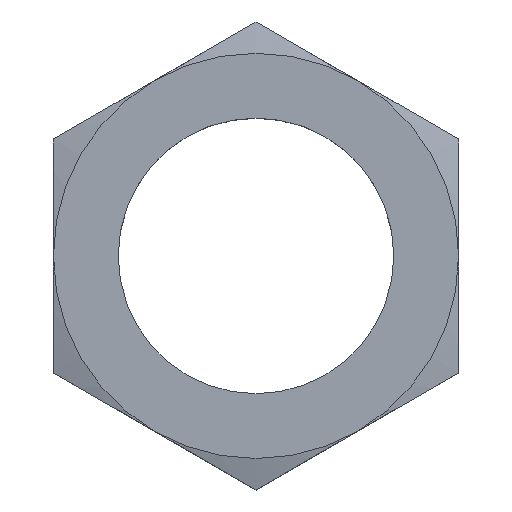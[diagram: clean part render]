
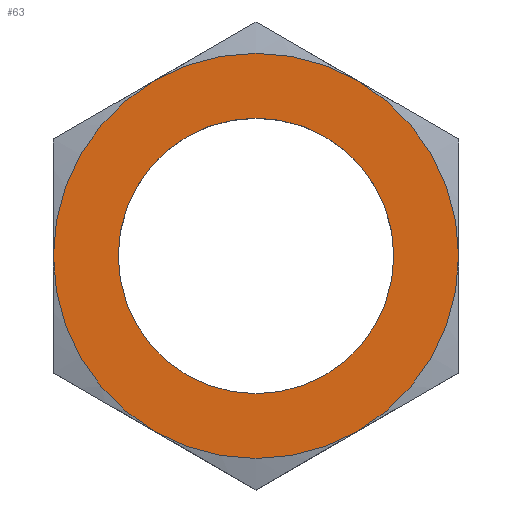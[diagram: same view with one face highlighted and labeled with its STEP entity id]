
A CAD part, top view. The second image highlights one B-rep face of the part: STEP entity #63.
In plain terms, the highlighted planar face has unit normal (0, 0, 1).
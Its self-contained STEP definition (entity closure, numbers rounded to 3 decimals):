
#45=FACE_BOUND('',#100,.T.);
#46=FACE_BOUND('',#101,.T.);
#48=CIRCLE('',#268,3.4);
#49=CIRCLE('',#271,5.);
#50=CIRCLE('',#272,5.);
#51=CIRCLE('',#273,5.);
#52=CIRCLE('',#274,5.);
#53=CIRCLE('',#275,5.);
#54=CIRCLE('',#276,5.);
#63=ADVANCED_FACE('',(#45,#46),#77,.F.);
#77=PLANE('',#277);
#100=EDGE_LOOP('',(#171,#172,#173,#174,#175,#176));
#101=EDGE_LOOP('',(#177));
#171=ORIENTED_EDGE('',*,*,#242,.T.);
#172=ORIENTED_EDGE('',*,*,#243,.T.);
#173=ORIENTED_EDGE('',*,*,#244,.T.);
#174=ORIENTED_EDGE('',*,*,#245,.T.);
#175=ORIENTED_EDGE('',*,*,#246,.T.);
#176=ORIENTED_EDGE('',*,*,#247,.T.);
#177=ORIENTED_EDGE('',*,*,#241,.T.);
#197=VERTEX_POINT('',#350);
#202=VERTEX_POINT('',#367);
#205=VERTEX_POINT('',#381);
#208=VERTEX_POINT('',#395);
#211=VERTEX_POINT('',#409);
#213=VERTEX_POINT('',#422);
#215=VERTEX_POINT('',#432);
#241=EDGE_CURVE('',#215,#215,#48,.T.);
#242=EDGE_CURVE('',#213,#211,#49,.T.);
#243=EDGE_CURVE('',#211,#208,#50,.T.);
#244=EDGE_CURVE('',#208,#205,#51,.T.);
#245=EDGE_CURVE('',#205,#202,#52,.T.);
#246=EDGE_CURVE('',#202,#197,#53,.T.);
#247=EDGE_CURVE('',#197,#213,#54,.T.);
#268=AXIS2_PLACEMENT_3D('',#431,#312,#313);
#271=AXIS2_PLACEMENT_3D('',#435,#318,#319);
#272=AXIS2_PLACEMENT_3D('',#436,#320,#321);
#273=AXIS2_PLACEMENT_3D('',#437,#322,#323);
#274=AXIS2_PLACEMENT_3D('',#438,#324,#325);
#275=AXIS2_PLACEMENT_3D('',#439,#326,#327);
#276=AXIS2_PLACEMENT_3D('',#440,#328,#329);
#277=AXIS2_PLACEMENT_3D('',#441,#330,#331);
#312=DIRECTION('',(0.,0.,-1.));
#313=DIRECTION('',(-0.866,-0.5,0.));
#318=DIRECTION('',(0.,0.,1.));
#319=DIRECTION('',(-0.5,0.866,0.));
#320=DIRECTION('',(0.,0.,1.));
#321=DIRECTION('',(-0.5,0.866,0.));
#322=DIRECTION('',(0.,0.,1.));
#323=DIRECTION('',(-0.5,0.866,0.));
#324=DIRECTION('',(0.,0.,1.));
#325=DIRECTION('',(-0.5,0.866,0.));
#326=DIRECTION('',(0.,0.,1.));
#327=DIRECTION('',(-0.5,0.866,0.));
#328=DIRECTION('',(0.,0.,1.));
#329=DIRECTION('',(-0.5,0.866,0.));
#330=DIRECTION('',(0.,0.,-1.));
#331=DIRECTION('',(0.5,-0.866,0.));
#350=CARTESIAN_POINT('',(5.,0.,2.));
#367=CARTESIAN_POINT('',(2.5,-4.33,2.));
#381=CARTESIAN_POINT('',(-2.5,-4.33,2.));
#395=CARTESIAN_POINT('',(-5.,0.,2.));
#409=CARTESIAN_POINT('',(-2.5,4.33,2.));
#422=CARTESIAN_POINT('',(2.5,4.33,2.));
#431=CARTESIAN_POINT('',(0.,0.,2.));
#432=CARTESIAN_POINT('',(-2.944,-1.7,2.));
#435=CARTESIAN_POINT('',(0.,0.,2.));
#436=CARTESIAN_POINT('',(0.,0.,2.));
#437=CARTESIAN_POINT('',(0.,0.,2.));
#438=CARTESIAN_POINT('',(0.,0.,2.));
#439=CARTESIAN_POINT('',(0.,0.,2.));
#440=CARTESIAN_POINT('',(0.,0.,2.));
#441=CARTESIAN_POINT('',(0.,0.,2.));
